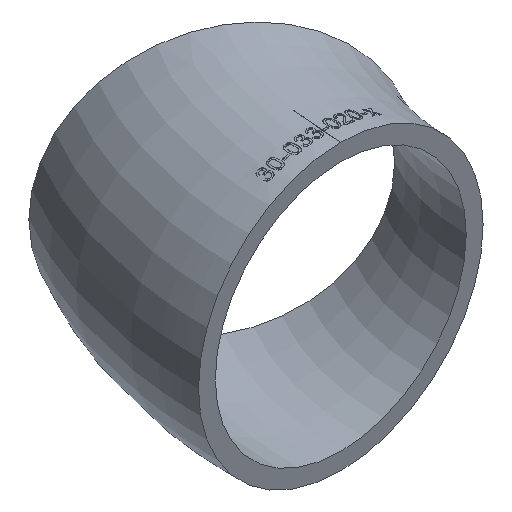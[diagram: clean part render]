
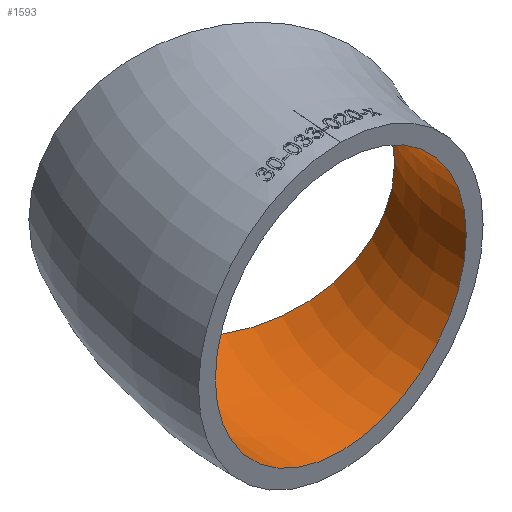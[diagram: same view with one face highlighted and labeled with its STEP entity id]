
A CAD part, isometric view. The second image highlights one B-rep face of the part: STEP entity #1593.
In plain terms, the highlighted toroidal (fillet/blend) face has major radius 38 mm and minor radius 14.85 mm.
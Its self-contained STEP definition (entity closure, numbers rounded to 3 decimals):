
#532 = DIRECTION ( 'NONE',  ( 0.5, 0.866, 0. ) ) ;
#1540 = CIRCLE ( 'NONE', #13579, 14.85 ) ;
#1593 = ADVANCED_FACE ( 'NONE', ( #16573, #5755 ), #17147, .F. ) ;
#2752 = CARTESIAN_POINT ( 'NONE',  ( -38., 0., 14.85 ) ) ;
#3703 = AXIS2_PLACEMENT_3D ( 'NONE', #12655, #10390, #4473 ) ;
#3941 = VERTEX_POINT ( 'NONE', #12223 ) ;
#4473 = DIRECTION ( 'NONE',  ( -1., 0., 0. ) ) ;
#5259 = DIRECTION ( 'NONE',  ( 0., 1., 0. ) ) ;
#5278 = CIRCLE ( 'NONE', #7009, 14.85 ) ;
#5755 = FACE_OUTER_BOUND ( 'NONE', #15447, .T. ) ;
#6028 = DIRECTION ( 'NONE',  ( -0.866, 0.5, 0. ) ) ;
#7009 = AXIS2_PLACEMENT_3D ( 'NONE', #7399, #532, #6028 ) ;
#7395 = ORIENTED_EDGE ( 'NONE', *, *, #8722, .T. ) ;
#7399 = CARTESIAN_POINT ( 'NONE',  ( -32.909, 19., 0. ) ) ;
#8055 = DIRECTION ( 'NONE',  ( 0., 0., 1. ) ) ;
#8624 = EDGE_LOOP ( 'NONE', ( #7395 ) ) ;
#8722 = EDGE_CURVE ( 'NONE', #3941, #3941, #5278, .T. ) ;
#8761 = ORIENTED_EDGE ( 'NONE', *, *, #13954, .F. ) ;
#10390 = DIRECTION ( 'NONE',  ( 0., 0., -1. ) ) ;
#12133 = VERTEX_POINT ( 'NONE', #2752 ) ;
#12223 = CARTESIAN_POINT ( 'NONE',  ( -45.769, 26.425, 0. ) ) ;
#12655 = CARTESIAN_POINT ( 'NONE',  ( 0., 0., 0. ) ) ;
#13335 = CARTESIAN_POINT ( 'NONE',  ( -38., 0., 0. ) ) ;
#13579 = AXIS2_PLACEMENT_3D ( 'NONE', #13335, #5259, #8055 ) ;
#13954 = EDGE_CURVE ( 'NONE', #12133, #12133, #1540, .T. ) ;
#15447 = EDGE_LOOP ( 'NONE', ( #8761 ) ) ;
#16573 = FACE_OUTER_BOUND ( 'NONE', #8624, .T. ) ;
#17147 = TOROIDAL_SURFACE ( 'NONE', #3703, 38., 14.85 ) ;
